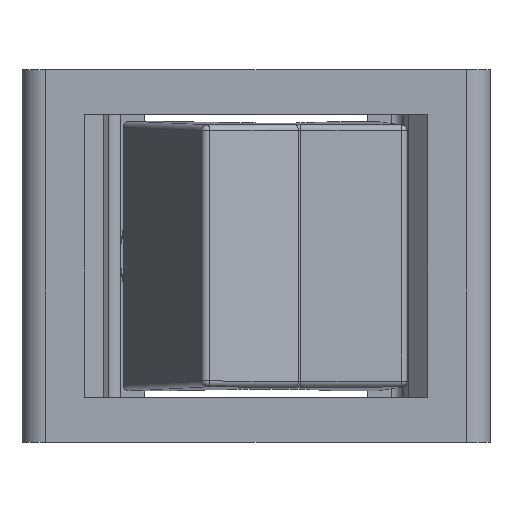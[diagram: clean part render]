
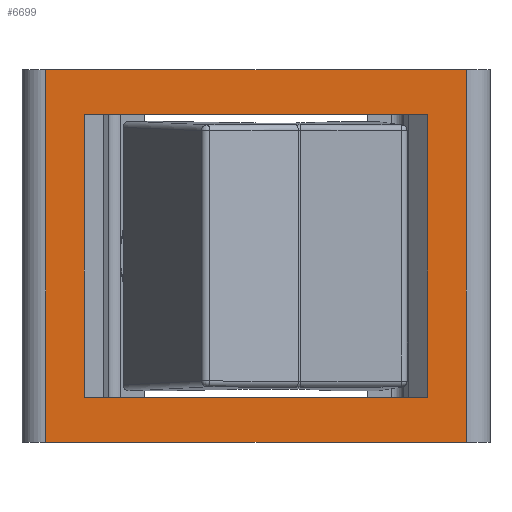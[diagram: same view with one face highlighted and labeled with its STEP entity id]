
A CAD part, top view. The second image highlights one B-rep face of the part: STEP entity #6699.
In plain terms, the highlighted planar face has unit normal (0, 0, 1).
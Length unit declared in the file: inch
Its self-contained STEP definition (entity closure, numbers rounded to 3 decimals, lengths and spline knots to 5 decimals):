
#6322=CARTESIAN_POINT('',(-0.28642,-0.23622,0.72126));
#6323=VERTEX_POINT('',#6322);
#6330=CARTESIAN_POINT('',(0.28642,-0.23622,0.72126));
#6331=VERTEX_POINT('',#6330);
#6332=CARTESIAN_POINT('',(-0.28642,-0.23622,0.72126));
#6333=DIRECTION('',(1.0,0.0,0.0));
#6334=VECTOR('',#6333,0.57283);
#6335=LINE('',#6332,#6334);
#6336=EDGE_CURVE('',#6323,#6331,#6335,.T.);
#6477=CARTESIAN_POINT('',(0.28642,0.23622,0.72126));
#6478=VERTEX_POINT('',#6477);
#6494=CARTESIAN_POINT('',(0.28642,-0.23622,0.72126));
#6495=DIRECTION('',(0.0,1.0,0.0));
#6496=VECTOR('',#6495,0.47244);
#6497=LINE('',#6494,#6496);
#6498=EDGE_CURVE('',#6331,#6478,#6497,.T.);
#6541=CARTESIAN_POINT('',(-0.28642,0.23622,0.72126));
#6542=VERTEX_POINT('',#6541);
#6549=CARTESIAN_POINT('',(-0.28642,0.23622,0.72126));
#6550=DIRECTION('',(0.0,-1.0,0.0));
#6551=VECTOR('',#6550,0.47244);
#6552=LINE('',#6549,#6551);
#6553=EDGE_CURVE('',#6542,#6323,#6552,.T.);
#6580=CARTESIAN_POINT('',(-0.35138,0.31102,0.72126));
#6581=VERTEX_POINT('',#6580);
#6599=CARTESIAN_POINT('',(-0.35138,-0.31102,0.72126));
#6600=VERTEX_POINT('',#6599);
#6608=CARTESIAN_POINT('',(-0.35138,-0.31102,0.72126));
#6609=DIRECTION('',(0.0,1.0,0.0));
#6610=VECTOR('',#6609,0.62205);
#6611=LINE('',#6608,#6610);
#6612=EDGE_CURVE('',#6600,#6581,#6611,.T.);
#6623=CARTESIAN_POINT('',(0.35138,0.31102,0.72126));
#6624=VERTEX_POINT('',#6623);
#6625=CARTESIAN_POINT('',(-0.35138,0.31102,0.72126));
#6626=DIRECTION('',(1.0,0.0,0.0));
#6627=VECTOR('',#6626,0.70276);
#6628=LINE('',#6625,#6627);
#6629=EDGE_CURVE('',#6581,#6624,#6628,.T.);
#6665=CARTESIAN_POINT('',(0.38652,-0.34213,0.72126));
#6666=DIRECTION('',(0.0,0.0,1.0));
#6667=DIRECTION('',(1.0,0.0,0.0));
#6668=AXIS2_PLACEMENT_3D('',#6665,#6666,#6667);
#6669=PLANE('',#6668);
#6670=ORIENTED_EDGE('',*,*,#6612,.F.);
#6671=CARTESIAN_POINT('',(0.35138,-0.31102,0.72126));
#6672=VERTEX_POINT('',#6671);
#6673=CARTESIAN_POINT('',(0.35138,-0.31102,0.72126));
#6674=DIRECTION('',(-1.0,0.0,0.0));
#6675=VECTOR('',#6674,0.70276);
#6676=LINE('',#6673,#6675);
#6677=EDGE_CURVE('',#6672,#6600,#6676,.T.);
#6678=ORIENTED_EDGE('',*,*,#6677,.F.);
#6679=CARTESIAN_POINT('',(0.35138,0.31102,0.72126));
#6680=DIRECTION('',(0.0,-1.0,0.0));
#6681=VECTOR('',#6680,0.62205);
#6682=LINE('',#6679,#6681);
#6683=EDGE_CURVE('',#6624,#6672,#6682,.T.);
#6684=ORIENTED_EDGE('',*,*,#6683,.F.);
#6685=ORIENTED_EDGE('',*,*,#6629,.F.);
#6686=EDGE_LOOP('',(#6670,#6678,#6684,#6685));
#6687=FACE_OUTER_BOUND('',#6686,.T.);
#6688=ORIENTED_EDGE('',*,*,#6336,.F.);
#6689=ORIENTED_EDGE('',*,*,#6553,.F.);
#6690=CARTESIAN_POINT('',(-0.28642,0.23622,0.72126));
#6691=DIRECTION('',(1.0,0.0,0.0));
#6692=VECTOR('',#6691,0.57283);
#6693=LINE('',#6690,#6692);
#6694=EDGE_CURVE('',#6542,#6478,#6693,.T.);
#6695=ORIENTED_EDGE('',*,*,#6694,.T.);
#6696=ORIENTED_EDGE('',*,*,#6498,.F.);
#6697=EDGE_LOOP('',(#6688,#6689,#6695,#6696));
#6698=FACE_BOUND('',#6697,.T.);
#6699=ADVANCED_FACE('',(#6687,#6698),#6669,.T.);
